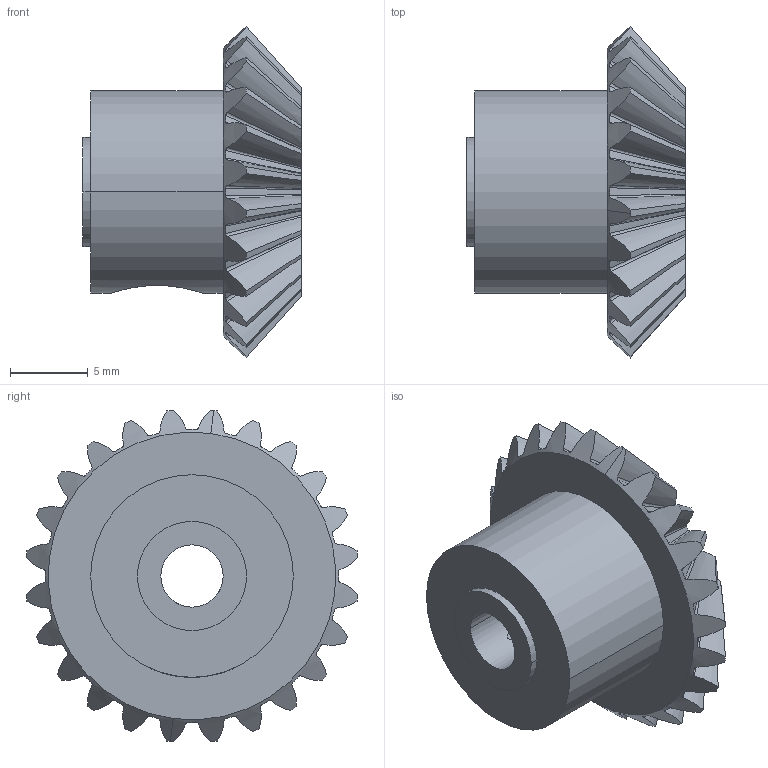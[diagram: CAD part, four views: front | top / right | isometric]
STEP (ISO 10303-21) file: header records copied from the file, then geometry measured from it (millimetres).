
FILE_DESCRIPTION (( 'STEP AP203' ), '1' );
FILE_NAME ('2317-0004-0024 assembly.STEP', '2022-02-01T21:51:33', ( '' ), ( '' ), 'SwSTEP 2.0', 'SolidWorks 2016', '' );
FILE_SCHEMA (( 'CONFIG_CONTROL_DESIGN' ));
Length unit declared in the file: millimetre
Products named in the file (3): 2806-0005-0004_91390A117; 2317-0004-0024 assembly; 2317-0004-0024
Assembly tree (2 placements, depth 2):
  2317-0004-0024 assembly
    2317-0004-0024
    2806-0005-0004_91390A117
Bounding box: 14 x 21.29 x 21.29 mm (x, y, z)
Volume: 2025.2 mm3; surface area: 1733.7 mm2
Topology: 2 solids, 2 shells, 245 faces, 698 edges, 455 vertices
Faces by surface type: bspline 133, cylinder 48, cone 45, plane 19
Entity records: 20349 total; most frequent: CARTESIAN_POINT 15285, ORIENTED_EDGE 1388, EDGE_CURVE 694, DIRECTION 488, VERTEX_POINT 455, B_SPLINE_CURVE_WITH_KNOTS 440, EDGE_LOOP 251, FACE_OUTER_BOUND 245
